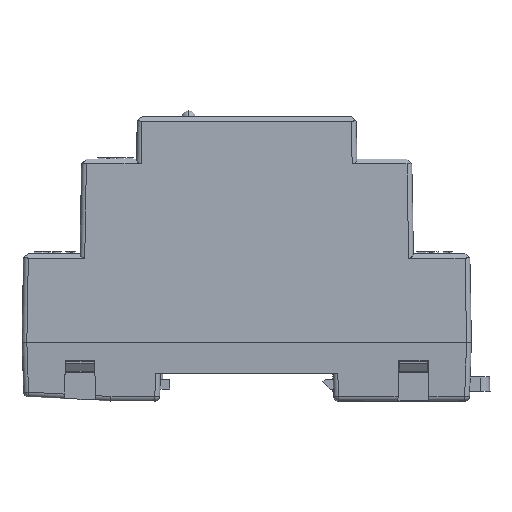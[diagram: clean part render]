
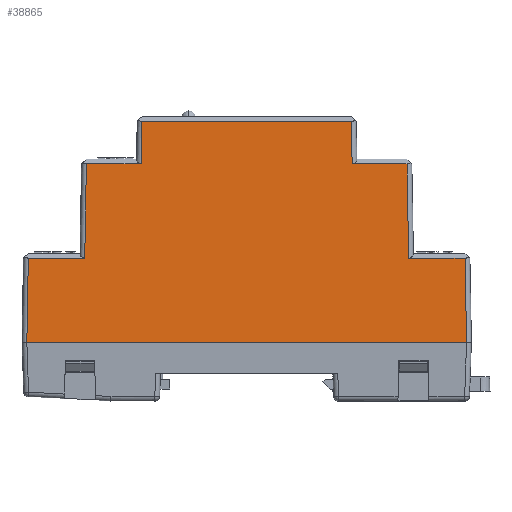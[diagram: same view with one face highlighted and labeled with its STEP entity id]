
A CAD part, left-side view. The second image highlights one B-rep face of the part: STEP entity #38865.
In plain terms, the highlighted planar face has unit normal (-1, 0, 0.018).
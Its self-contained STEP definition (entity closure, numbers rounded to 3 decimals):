
#333 = DIRECTION ( 'NONE',  ( 0., 1., 0. ) ) ;
#410 = DIRECTION ( 'NONE',  ( 0.017, 0.017, 1. ) ) ;
#719 = CARTESIAN_POINT ( 'NONE',  ( -8.354, -21.818, 36.982 ) ) ;
#855 = DIRECTION ( 'NONE',  ( -0.017, 0.017, -1. ) ) ;
#1799 = VERTEX_POINT ( 'NONE', #30450 ) ;
#2455 = EDGE_CURVE ( 'NONE', #13005, #22995, #36593, .T. ) ;
#2569 = CARTESIAN_POINT ( 'NONE',  ( -8.201, -21.664, 45.8 ) ) ;
#3236 = CARTESIAN_POINT ( 'NONE',  ( -9., 45.5, -0.017 ) ) ;
#3615 = CARTESIAN_POINT ( 'NONE',  ( -8.354, 21.818, 37. ) ) ;
#4613 = DIRECTION ( 'NONE',  ( 0., 1., 0. ) ) ;
#4734 = ORIENTED_EDGE ( 'NONE', *, *, #34809, .T. ) ;
#4778 = VERTEX_POINT ( 'NONE', #3615 ) ;
#6535 = VECTOR ( 'NONE', #28087, 1000. ) ;
#6543 = ORIENTED_EDGE ( 'NONE', *, *, #10893, .T. ) ;
#7111 = VERTEX_POINT ( 'NONE', #12390 ) ;
#7600 = VECTOR ( 'NONE', #855, 1000. ) ;
#7934 = LINE ( 'NONE', #22699, #25204 ) ;
#8040 = CARTESIAN_POINT ( 'NONE',  ( -8.695, 33.518, 17.5 ) ) ;
#8090 = ORIENTED_EDGE ( 'NONE', *, *, #37675, .T. ) ;
#9411 = VECTOR ( 'NONE', #4613, 1000. ) ;
#9737 = VECTOR ( 'NONE', #11087, 1000. ) ;
#9884 = LINE ( 'NONE', #3236, #7600 ) ;
#9987 = VECTOR ( 'NONE', #35413, 1000. ) ;
#10000 = LINE ( 'NONE', #12953, #6535 ) ;
#10737 = EDGE_LOOP ( 'NONE', ( #12432, #21181, #15150, #12838, #38768, #18894, #6543, #26913, #4734, #8090, #27686, #30919 ) ) ;
#10884 = DIRECTION ( 'NONE',  ( 0., 1., 0. ) ) ;
#10893 = EDGE_CURVE ( 'NONE', #28808, #24871, #10000, .T. ) ;
#10908 = VERTEX_POINT ( 'NONE', #27700 ) ;
#11039 = CARTESIAN_POINT ( 'NONE',  ( -8.695, -45.195, 17.465 ) ) ;
#11087 = DIRECTION ( 'NONE',  ( 0., 1., 0. ) ) ;
#11717 = CARTESIAN_POINT ( 'NONE',  ( -9., 45.5, 0. ) ) ;
#12358 = AXIS2_PLACEMENT_3D ( 'NONE', #36502, #15824, #24702 ) ;
#12390 = CARTESIAN_POINT ( 'NONE',  ( -8.695, -45.195, 17.482 ) ) ;
#12432 = ORIENTED_EDGE ( 'NONE', *, *, #2455, .F. ) ;
#12685 = PLANE ( 'NONE',  #12358 ) ;
#12838 = ORIENTED_EDGE ( 'NONE', *, *, #35852, .T. ) ;
#12888 = CARTESIAN_POINT ( 'NONE',  ( -8.695, 46.177, 17.5 ) ) ;
#12953 = CARTESIAN_POINT ( 'NONE',  ( -8.201, 22.646, 45.8 ) ) ;
#12964 = CARTESIAN_POINT ( 'NONE',  ( -8.355, -33.178, 36.965 ) ) ;
#13005 = VERTEX_POINT ( 'NONE', #37015 ) ;
#14285 = LINE ( 'NONE', #26293, #14882 ) ;
#14464 = CARTESIAN_POINT ( 'NONE',  ( -8.695, 33.518, 17.483 ) ) ;
#14882 = VECTOR ( 'NONE', #29229, 1000. ) ;
#15150 = ORIENTED_EDGE ( 'NONE', *, *, #30009, .T. ) ;
#15824 = DIRECTION ( 'NONE',  ( -1., 0., 0.017 ) ) ;
#15924 = CARTESIAN_POINT ( 'NONE',  ( -9., 46.5, 0. ) ) ;
#16205 = CARTESIAN_POINT ( 'NONE',  ( -8.354, -22.8, 36.982 ) ) ;
#17120 = LINE ( 'NONE', #22863, #33698 ) ;
#17423 = LINE ( 'NONE', #14464, #21771 ) ;
#18878 = LINE ( 'NONE', #12964, #19150 ) ;
#18894 = ORIENTED_EDGE ( 'NONE', *, *, #37832, .T. ) ;
#19150 = VECTOR ( 'NONE', #410, 1000. ) ;
#21181 = ORIENTED_EDGE ( 'NONE', *, *, #22073, .T. ) ;
#21771 = VECTOR ( 'NONE', #35716, 1000. ) ;
#22073 = EDGE_CURVE ( 'NONE', #13005, #7111, #29113, .T. ) ;
#22429 = VERTEX_POINT ( 'NONE', #8040 ) ;
#22699 = CARTESIAN_POINT ( 'NONE',  ( -8.695, -34.5, 17.482 ) ) ;
#22863 = CARTESIAN_POINT ( 'NONE',  ( -8.201, -21.664, 45.783 ) ) ;
#22995 = VERTEX_POINT ( 'NONE', #11717 ) ;
#23424 = CARTESIAN_POINT ( 'NONE',  ( -8.354, -33.178, 36.982 ) ) ;
#23472 = CARTESIAN_POINT ( 'NONE',  ( -8.354, 34.16, 37. ) ) ;
#24243 = VERTEX_POINT ( 'NONE', #719 ) ;
#24702 = DIRECTION ( 'NONE',  ( 0.017, 0., 1. ) ) ;
#24871 = VERTEX_POINT ( 'NONE', #24971 ) ;
#24971 = CARTESIAN_POINT ( 'NONE',  ( -8.201, 21.664, 45.8 ) ) ;
#25204 = VECTOR ( 'NONE', #10884, 1000. ) ;
#25822 = DIRECTION ( 'NONE',  ( 0.017, 0.017, 1. ) ) ;
#26293 = CARTESIAN_POINT ( 'NONE',  ( -8.354, 21.818, 36.983 ) ) ;
#26639 = EDGE_CURVE ( 'NONE', #36839, #24243, #31178, .T. ) ;
#26913 = ORIENTED_EDGE ( 'NONE', *, *, #38666, .T. ) ;
#27450 = FACE_OUTER_BOUND ( 'NONE', #10737, .T. ) ;
#27686 = ORIENTED_EDGE ( 'NONE', *, *, #38786, .T. ) ;
#27700 = CARTESIAN_POINT ( 'NONE',  ( -8.695, -33.518, 17.482 ) ) ;
#28032 = EDGE_CURVE ( 'NONE', #38737, #22995, #9884, .T. ) ;
#28087 = DIRECTION ( 'NONE',  ( 0., 1., 0. ) ) ;
#28808 = VERTEX_POINT ( 'NONE', #2569 ) ;
#29113 = LINE ( 'NONE', #11039, #9987 ) ;
#29229 = DIRECTION ( 'NONE',  ( -0.017, 0.017, -1. ) ) ;
#30009 = EDGE_CURVE ( 'NONE', #7111, #10908, #7934, .T. ) ;
#30450 = CARTESIAN_POINT ( 'NONE',  ( -8.354, 33.177, 37. ) ) ;
#30919 = ORIENTED_EDGE ( 'NONE', *, *, #28032, .T. ) ;
#31178 = LINE ( 'NONE', #16205, #9411 ) ;
#32694 = LINE ( 'NONE', #23472, #9737 ) ;
#32996 = VECTOR ( 'NONE', #33426, 1000. ) ;
#33426 = DIRECTION ( 'NONE',  ( 0., 1., 0. ) ) ;
#33698 = VECTOR ( 'NONE', #25822, 1000. ) ;
#33736 = CARTESIAN_POINT ( 'NONE',  ( -8.695, 45.195, 17.5 ) ) ;
#33917 = LINE ( 'NONE', #12888, #36891 ) ;
#34809 = EDGE_CURVE ( 'NONE', #4778, #1799, #32694, .T. ) ;
#35413 = DIRECTION ( 'NONE',  ( 0.017, 0.017, 1. ) ) ;
#35716 = DIRECTION ( 'NONE',  ( -0.017, 0.017, -1. ) ) ;
#35852 = EDGE_CURVE ( 'NONE', #10908, #36839, #18878, .T. ) ;
#36502 = CARTESIAN_POINT ( 'NONE',  ( -9., 46.5, 0. ) ) ;
#36593 = LINE ( 'NONE', #15924, #32996 ) ;
#36839 = VERTEX_POINT ( 'NONE', #23424 ) ;
#36891 = VECTOR ( 'NONE', #333, 1000. ) ;
#37015 = CARTESIAN_POINT ( 'NONE',  ( -9., -45.5, 0. ) ) ;
#37675 = EDGE_CURVE ( 'NONE', #1799, #22429, #17423, .T. ) ;
#37832 = EDGE_CURVE ( 'NONE', #24243, #28808, #17120, .T. ) ;
#38666 = EDGE_CURVE ( 'NONE', #24871, #4778, #14285, .T. ) ;
#38737 = VERTEX_POINT ( 'NONE', #33736 ) ;
#38768 = ORIENTED_EDGE ( 'NONE', *, *, #26639, .T. ) ;
#38786 = EDGE_CURVE ( 'NONE', #22429, #38737, #33917, .T. ) ;
#38865 = ADVANCED_FACE ( 'NONE', ( #27450 ), #12685, .T. ) ;
